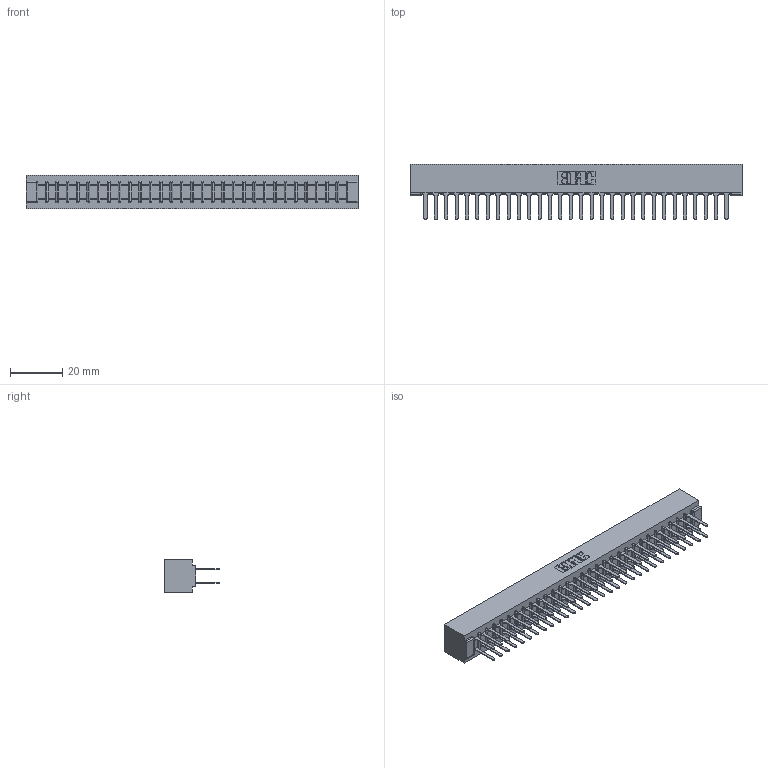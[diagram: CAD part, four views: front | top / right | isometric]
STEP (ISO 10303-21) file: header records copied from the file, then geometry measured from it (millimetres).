
FILE_DESCRIPTION (( 'STEP AP203' ), '1' );
FILE_NAME ('307-060-422-201.STEP', '2020-09-30T13:44:12', ( '' ), ( '' ), 'SwSTEP 2.0', 'SolidWorks 2020', '' );
FILE_SCHEMA (( 'CONFIG_CONTROL_DESIGN' ));
Length unit declared in the file: inch
Products named in the file (3): 307-060-422-201; 307 Part_No Mounting Lugs; 307-290-001_522
Assembly tree (61 placements, depth 2):
  307-060-422-201
    307 Part_No Mounting Lugs
    307-290-001_522  x60
Bounding box: 126.75 x 21.11 x 12.7 mm (x, y, z)
Volume: 14069.7 mm3; surface area: 17942.2 mm2
Topology: 61 solids, 61 shells, 2901 faces, 8099 edges, 5234 vertices
Faces by surface type: plane 1926, cylinder 913, sphere 62
Entity records: 27848 total; most frequent: CARTESIAN_POINT 4554, ORIENTED_EDGE 4510, DIRECTION 4465, EDGE_CURVE 2255, LINE 1727, VECTOR 1727, VERTEX_POINT 1458, AXIS2_PLACEMENT_3D 1369
